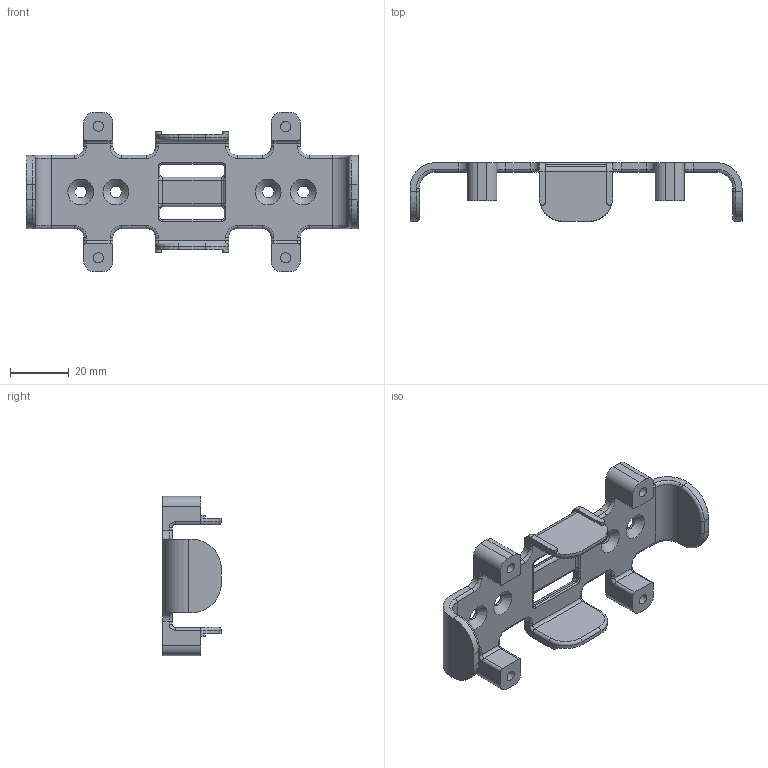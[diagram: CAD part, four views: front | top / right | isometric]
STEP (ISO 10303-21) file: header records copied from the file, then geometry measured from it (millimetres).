
FILE_DESCRIPTION(/* description */ (''),/* implementation_level */ '2;1');
FILE_NAME(/* name */ 'Battery Tray.step',/* time_stamp */ '2021-05-26T02:13:28+02:00',/* author */ (''),/* organization */ (''),/* preprocessor_version */ 'ST-DEVELOPER v18.1',/* originating_system */ 'Autodesk Translation Framework v10.9.0.1377',/* authorisation */ '');
FILE_SCHEMA (('AUTOMOTIVE_DESIGN { 1 0 10303 214 3 1 1 }'));
Length unit declared in the file: millimetre
Products named in the file (1): Battery Tray (2)
Bounding box: 113.4 x 20 x 54.4 mm (x, y, z)
Volume: 16923.5 mm3; surface area: 13791 mm2
Topology: 1 solids, 1 shells, 287 faces, 718 edges, 436 vertices
Faces by surface type: cylinder 128, plane 95, torus 52, bspline 8, cone 4
Full cylindrical faces by diameter (mm): 3.5 x4, 4 x4
Entity records: 8808 total; most frequent: CARTESIAN_POINT 1734, DIRECTION 1574, ORIENTED_EDGE 1428, EDGE_CURVE 714, AXIS2_PLACEMENT_3D 596, VERTEX_POINT 436, LINE 382, VECTOR 382
